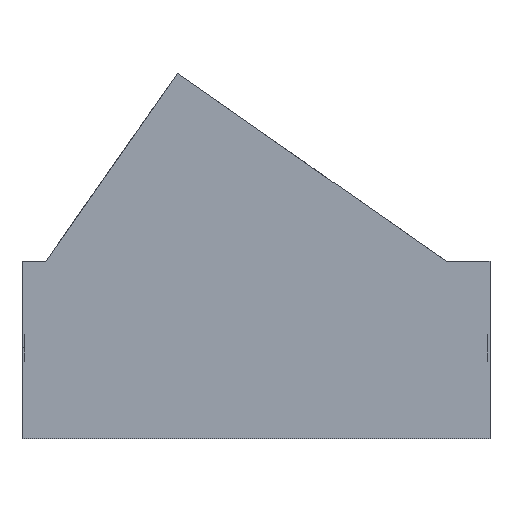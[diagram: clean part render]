
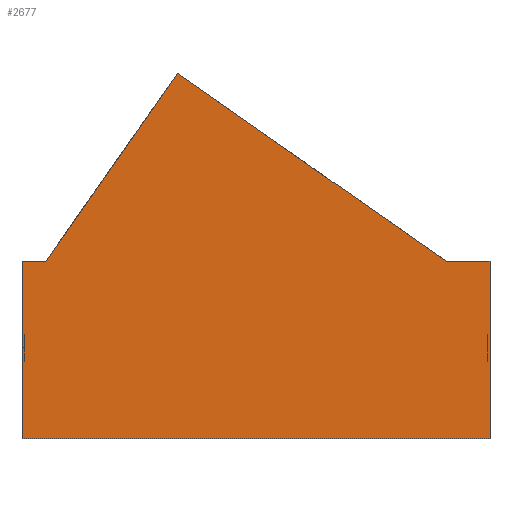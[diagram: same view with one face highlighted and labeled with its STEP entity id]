
A CAD part, left-side view. The second image highlights one B-rep face of the part: STEP entity #2677.
In plain terms, the highlighted planar face has unit normal (-1, 0, 0).
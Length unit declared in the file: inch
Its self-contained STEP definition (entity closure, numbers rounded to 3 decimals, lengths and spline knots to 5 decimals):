
#22=DIRECTION('',(0.,-1.,0.));
#23=VECTOR('',#22,3.38);
#24=CARTESIAN_POINT('',(0.,3.38,0.));
#25=LINE('',#24,#23);
#175=DIRECTION('',(0.,0.,1.));
#176=VECTOR('',#175,1.281);
#177=CARTESIAN_POINT('',(0.,0.,0.));
#178=LINE('',#177,#176);
#201=DIRECTION('',(0.,-1.,0.));
#202=VECTOR('',#201,0.172);
#203=CARTESIAN_POINT('',(0.,3.38,1.281));
#204=LINE('',#203,#202);
#205=DIRECTION('',(0.,-0.574,0.819));
#206=VECTOR('',#205,1.65903);
#207=CARTESIAN_POINT('',(0.,3.208,1.281));
#208=LINE('',#207,#206);
#209=DIRECTION('',(0.,-0.819,-0.574));
#210=VECTOR('',#209,2.36934);
#211=CARTESIAN_POINT('',(0.,2.25642,2.64));
#212=LINE('',#211,#210);
#213=DIRECTION('',(0.,1.,0.));
#214=VECTOR('',#213,0.31556);
#215=CARTESIAN_POINT('',(0.,0.,1.281));
#216=LINE('',#215,#214);
#217=DIRECTION('',(0.,0.,1.));
#218=VECTOR('',#217,1.281);
#219=CARTESIAN_POINT('',(0.,3.38,0.));
#220=LINE('',#219,#218);
#2063=CARTESIAN_POINT('',(0.,3.38,0.));
#2064=VERTEX_POINT('',#2063);
#2065=CARTESIAN_POINT('',(0.,0.,0.));
#2066=VERTEX_POINT('',#2065);
#2215=CARTESIAN_POINT('',(0.,3.38,1.281));
#2216=CARTESIAN_POINT('',(0.,3.208,1.281));
#2217=VERTEX_POINT('',#2215);
#2218=VERTEX_POINT('',#2216);
#2219=CARTESIAN_POINT('',(0.,2.25642,2.64));
#2220=VERTEX_POINT('',#2219);
#2221=CARTESIAN_POINT('',(0.,0.31556,1.281));
#2222=VERTEX_POINT('',#2221);
#2223=CARTESIAN_POINT('',(0.,0.,1.281));
#2224=VERTEX_POINT('',#2223);
#2660=CARTESIAN_POINT('',(0.,3.38,0.));
#2661=DIRECTION('',(-1.,0.,0.));
#2662=DIRECTION('',(0.,-1.,0.));
#2663=AXIS2_PLACEMENT_3D('',#2660,#2661,#2662);
#2664=PLANE('',#2663);
#2666=ORIENTED_EDGE('',*,*,#2665,.T.);
#2668=ORIENTED_EDGE('',*,*,#2667,.T.);
#2669=ORIENTED_EDGE('',*,*,#2580,.T.);
#2670=ORIENTED_EDGE('',*,*,#2607,.F.);
#2671=ORIENTED_EDGE('',*,*,#2635,.F.);
#2672=ORIENTED_EDGE('',*,*,#2463,.F.);
#2674=ORIENTED_EDGE('',*,*,#2673,.T.);
#2675=EDGE_LOOP('',(#2666,#2668,#2669,#2670,#2671,#2672,#2674));
#2676=FACE_OUTER_BOUND('',#2675,.F.);
#2677=ADVANCED_FACE('',(#2676),#2664,.T.);
#2463=EDGE_CURVE('',#2064,#2066,#25,.T.);
#2580=EDGE_CURVE('',#2220,#2222,#212,.T.);
#2607=EDGE_CURVE('',#2224,#2222,#216,.T.);
#2635=EDGE_CURVE('',#2066,#2224,#178,.T.);
#2665=EDGE_CURVE('',#2217,#2218,#204,.T.);
#2667=EDGE_CURVE('',#2218,#2220,#208,.T.);
#2673=EDGE_CURVE('',#2064,#2217,#220,.T.);
